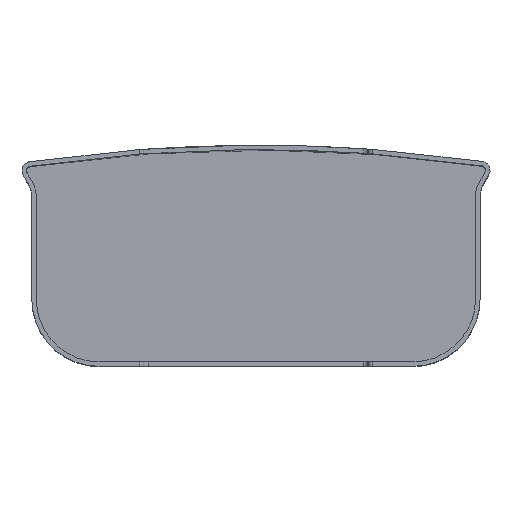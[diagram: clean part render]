
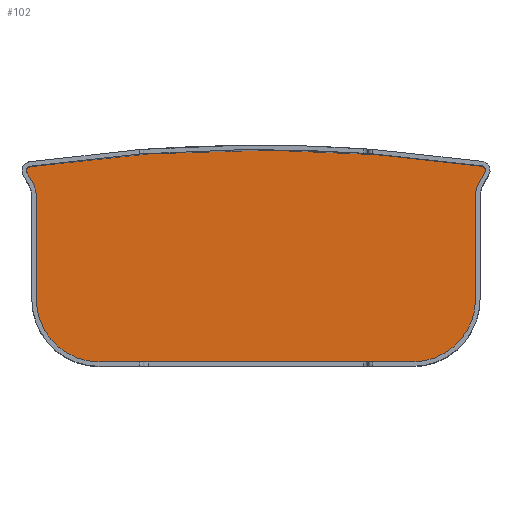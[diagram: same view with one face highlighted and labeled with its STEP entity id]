
A CAD part, top view. The second image highlights one B-rep face of the part: STEP entity #102.
In plain terms, the highlighted planar face has unit normal (0, 0, 1).
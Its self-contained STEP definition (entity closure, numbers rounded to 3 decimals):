
#102=ADVANCED_FACE('',(#163),#131,.F.);
#131=PLANE('',#917);
#163=FACE_OUTER_BOUND('',#208,.T.);
#208=EDGE_LOOP('',(#454,#455,#456,#457,#458,#459,#460,#461,#462,#463,#464,
#465));
#242=B_SPLINE_CURVE_WITH_KNOTS('',3,(#1669,#1670,#1671,#1672),
 .UNSPECIFIED.,.F.,.F.,(4,4),(0.,1.),.UNSPECIFIED.);
#243=B_SPLINE_CURVE_WITH_KNOTS('',3,(#1740,#1741,#1742,#1743,#1744,#1745,
#1746,#1747,#1748,#1749,#1750,#1751),.UNSPECIFIED.,.F.,.F.,(4,2,2,2,2,4),
(0.,0.062,0.125,0.25,0.5,
1.),.UNSPECIFIED.);
#271=CIRCLE('',#898,1.);
#272=CIRCLE('',#901,6.);
#273=CIRCLE('',#904,14.);
#278=CIRCLE('',#911,14.);
#279=CIRCLE('',#914,6.);
#454=ORIENTED_EDGE('',*,*,#686,.F.);
#455=ORIENTED_EDGE('',*,*,#684,.F.);
#456=ORIENTED_EDGE('',*,*,#713,.F.);
#457=ORIENTED_EDGE('',*,*,#711,.F.);
#458=ORIENTED_EDGE('',*,*,#709,.F.);
#459=ORIENTED_EDGE('',*,*,#707,.F.);
#460=ORIENTED_EDGE('',*,*,#705,.F.);
#461=ORIENTED_EDGE('',*,*,#703,.F.);
#462=ORIENTED_EDGE('',*,*,#694,.F.);
#463=ORIENTED_EDGE('',*,*,#692,.F.);
#464=ORIENTED_EDGE('',*,*,#690,.F.);
#465=ORIENTED_EDGE('',*,*,#688,.F.);
#586=VERTEX_POINT('',#1668);
#587=VERTEX_POINT('',#1673);
#588=VERTEX_POINT('',#1688);
#589=VERTEX_POINT('',#1692);
#590=VERTEX_POINT('',#1696);
#591=VERTEX_POINT('',#1700);
#592=VERTEX_POINT('',#1704);
#599=VERTEX_POINT('',#1721);
#600=VERTEX_POINT('',#1725);
#601=VERTEX_POINT('',#1729);
#602=VERTEX_POINT('',#1733);
#603=VERTEX_POINT('',#1737);
#684=EDGE_CURVE('',#586,#587,#242,.T.);
#686=EDGE_CURVE('',#587,#588,#271,.T.);
#688=EDGE_CURVE('',#588,#589,#766,.T.);
#690=EDGE_CURVE('',#589,#590,#272,.T.);
#692=EDGE_CURVE('',#590,#591,#769,.T.);
#694=EDGE_CURVE('',#591,#592,#273,.T.);
#703=EDGE_CURVE('',#592,#599,#775,.T.);
#705=EDGE_CURVE('',#599,#600,#278,.T.);
#707=EDGE_CURVE('',#600,#601,#778,.T.);
#709=EDGE_CURVE('',#601,#602,#279,.T.);
#711=EDGE_CURVE('',#602,#603,#781,.T.);
#713=EDGE_CURVE('',#603,#586,#243,.T.);
#766=LINE('',#1691,#837);
#769=LINE('',#1699,#840);
#775=LINE('',#1720,#846);
#778=LINE('',#1728,#849);
#781=LINE('',#1736,#852);
#837=VECTOR('',#1046,1.);
#840=VECTOR('',#1055,1.);
#846=VECTOR('',#1075,1.);
#849=VECTOR('',#1084,1.);
#852=VECTOR('',#1093,1.);
#898=AXIS2_PLACEMENT_3D('',#1687,#1041,#1042);
#901=AXIS2_PLACEMENT_3D('',#1695,#1050,#1051);
#904=AXIS2_PLACEMENT_3D('',#1703,#1059,#1060);
#911=AXIS2_PLACEMENT_3D('',#1724,#1079,#1080);
#914=AXIS2_PLACEMENT_3D('',#1732,#1088,#1089);
#917=AXIS2_PLACEMENT_3D('',#1780,#1097,#1098);
#1041=DIRECTION('',(0.,0.,-1.));
#1042=DIRECTION('',(1.,0.,0.));
#1046=DIRECTION('',(-0.5,-0.866,0.));
#1050=DIRECTION('',(0.,0.,1.));
#1051=DIRECTION('',(1.,0.,0.));
#1055=DIRECTION('',(0.,-1.,0.));
#1059=DIRECTION('',(0.,0.,-1.));
#1060=DIRECTION('',(1.,0.,0.));
#1075=DIRECTION('',(-1.,0.,0.));
#1079=DIRECTION('',(0.,0.,-1.));
#1080=DIRECTION('',(1.,0.,0.));
#1084=DIRECTION('',(0.,1.,0.));
#1088=DIRECTION('',(0.,0.,1.));
#1089=DIRECTION('',(1.,0.,0.));
#1093=DIRECTION('',(-0.5,0.866,0.));
#1097=DIRECTION('',(0.,0.,-1.));
#1098=DIRECTION('',(-1.,0.,0.));
#1668=CARTESIAN_POINT('',(-152.206,-49.65,18.5));
#1669=CARTESIAN_POINT('',(-152.206,-49.65,18.5));
#1670=CARTESIAN_POINT('',(-118.996,-44.759,18.5));
#1671=CARTESIAN_POINT('',(-84.719,-44.731,18.5));
#1672=CARTESIAN_POINT('',(-51.5,-49.568,18.5));
#1673=CARTESIAN_POINT('',(-51.5,-49.568,18.5));
#1687=CARTESIAN_POINT('',(-51.644,-50.557,18.5));
#1688=CARTESIAN_POINT('',(-50.778,-51.057,18.5));
#1691=CARTESIAN_POINT('',(-50.778,-51.057,18.5));
#1692=CARTESIAN_POINT('',(-52.072,-53.299,18.5));
#1695=CARTESIAN_POINT('',(-46.876,-56.299,18.5));
#1696=CARTESIAN_POINT('',(-52.876,-56.299,18.5));
#1699=CARTESIAN_POINT('',(-52.876,-56.299,18.5));
#1700=CARTESIAN_POINT('',(-52.876,-79.299,18.5));
#1703=CARTESIAN_POINT('',(-66.876,-79.299,18.5));
#1704=CARTESIAN_POINT('',(-66.876,-93.299,18.5));
#1720=CARTESIAN_POINT('',(-66.876,-93.299,18.5));
#1721=CARTESIAN_POINT('',(-136.876,-93.299,18.5));
#1724=CARTESIAN_POINT('',(-136.876,-79.299,18.5));
#1725=CARTESIAN_POINT('',(-150.876,-79.299,18.5));
#1728=CARTESIAN_POINT('',(-150.876,-79.299,18.5));
#1729=CARTESIAN_POINT('',(-150.876,-56.299,18.5));
#1732=CARTESIAN_POINT('',(-156.876,-56.299,18.5));
#1733=CARTESIAN_POINT('',(-151.68,-53.299,18.5));
#1736=CARTESIAN_POINT('',(-151.68,-53.299,18.5));
#1737=CARTESIAN_POINT('',(-152.927,-51.139,18.5));
#1740=CARTESIAN_POINT('',(-152.927,-51.139,18.5));
#1741=CARTESIAN_POINT('',(-152.961,-51.08,18.5));
#1742=CARTESIAN_POINT('',(-152.96,-51.078,18.5));
#1743=CARTESIAN_POINT('',(-152.989,-51.011,18.5));
#1744=CARTESIAN_POINT('',(-153.003,-50.977,18.5));
#1745=CARTESIAN_POINT('',(-153.037,-50.868,18.5));
#1746=CARTESIAN_POINT('',(-153.053,-50.789,18.5));
#1747=CARTESIAN_POINT('',(-153.069,-50.542,18.5));
#1748=CARTESIAN_POINT('',(-153.038,-50.363,18.5));
#1749=CARTESIAN_POINT('',(-152.807,-49.886,18.5));
#1750=CARTESIAN_POINT('',(-152.479,-49.69,18.5));
#1751=CARTESIAN_POINT('',(-152.206,-49.65,18.5));
#1780=CARTESIAN_POINT('',(-156.876,-56.299,18.5));
